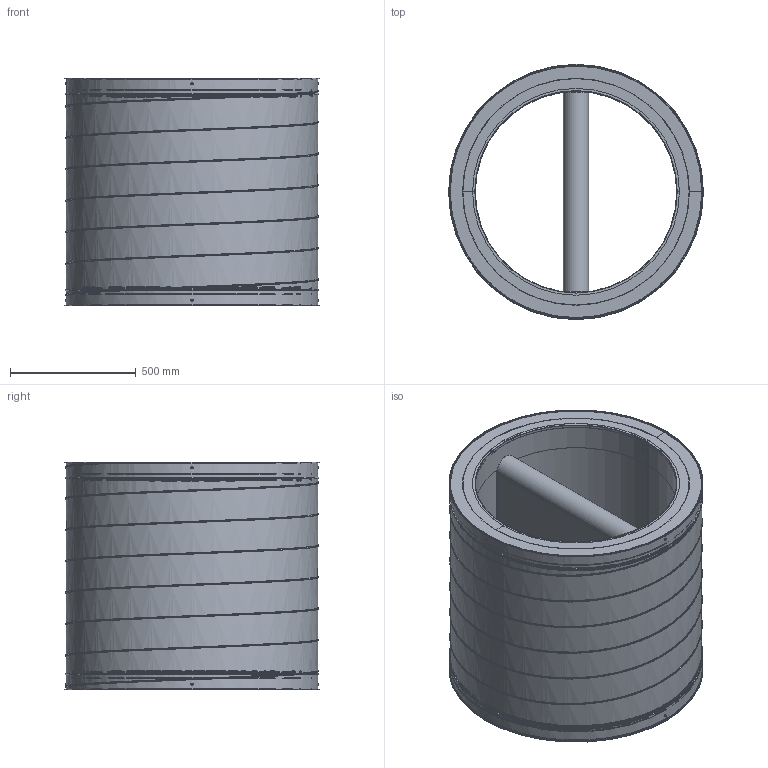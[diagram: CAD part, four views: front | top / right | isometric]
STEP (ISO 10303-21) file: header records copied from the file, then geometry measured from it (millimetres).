
FILE_DESCRIPTION((''),'2;1');
FILE_NAME('HTFB-11.stp','2015-01-12T09:50:55',(''),(''),'Autodesk Inventor 2013','Autodesk Inventor 2013','');
FILE_SCHEMA(('AUTOMOTIVE_DESIGN { 1 2 10303 214 0 1 1 1 }'));
Length unit declared in the file: millimetre
Products named in the file (18): HTFB-11; HTFB-AC-11; HTFB-AA-11; HTFB-AD-11; HTFB-AB-11; HTFB-AE-11; HTFB-AF-07; HTFB-AH-04; HTFB-AG-04; 999013; HTFB-AL-04; 999663; HTFBB-AJ-04; HTFBB-AH-04; HTFBB-AE-04; HTFBB-AF-04; HTFBB-AG-04; DIN 6921 M6 x 25
Assembly tree (37 placements, depth 3):
  HTFB-11
    HTFB-AC-11
    HTFB-AA-11
    HTFB-AD-11
    HTFB-AB-11
    HTFB-AE-11
    HTFB-AF-07  x2
    HTFB-AH-04  x2
      HTFB-AG-04
      999013
    HTFB-AL-04  x2
    999663  x8
    HTFBB-AJ-04
      HTFBB-AH-04
      HTFBB-AE-04  x2
      HTFBB-AF-04  x2
      HTFBB-AG-04  x2
    DIN 6921 M6 x 25  x8
Bounding box: 1013.41 x 1013.41 x 903.8 mm (x, y, z)
Volume: 308672309.5 mm3; surface area: 33800498.8 mm2
Topology: 36 solids, 36 shells, 1157 faces, 2359 edges, 1296 vertices
Faces by surface type: cone 412, plane 350, cylinder 341, torus 48, bspline 6
Full cylindrical faces by diameter (mm): 6 x8, 800.5 x2, 801.5 x2, 803.8 x1, 804 x1, 805 x3, 822.5 x2, 900 x1, 902.5 x1, 992.8 x2, 993.8 x2, 995 x2, 997.6 x10, 998.6 x4, 1000 x1, 1000.6 x2, 1004 x2, 1009 x2, 1010 x2
Entity records: 15125 total; most frequent: CARTESIAN_POINT 8043, DIRECTION 1453, ORIENTED_EDGE 1172, EDGE_CURVE 586, AXIS2_PLACEMENT_3D 575, VERTEX_POINT 348, EDGE_LOOP 338, VECTOR 303
